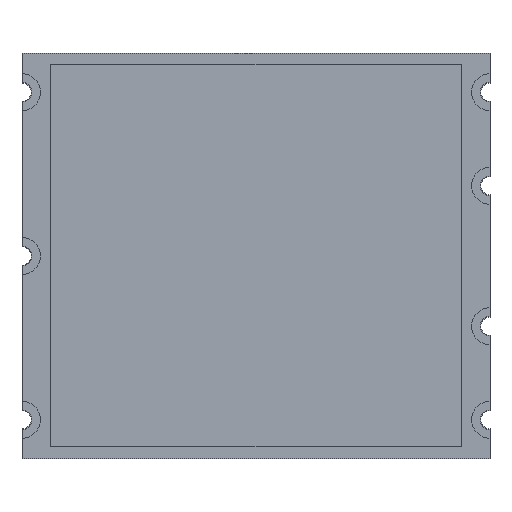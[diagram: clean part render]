
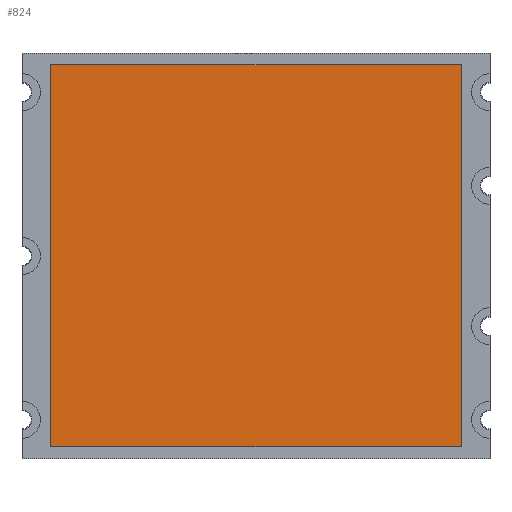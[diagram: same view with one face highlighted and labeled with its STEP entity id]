
A CAD part, top view. The second image highlights one B-rep face of the part: STEP entity #824.
In plain terms, the highlighted planar face has unit normal (0, 0, 1).
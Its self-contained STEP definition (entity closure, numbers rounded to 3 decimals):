
#695 = VERTEX_POINT('',#696);
#696 = CARTESIAN_POINT('',(-11.13,10.365,12.7));
#702 = EDGE_CURVE('',#695,#703,#705,.T.);
#703 = VERTEX_POINT('',#704);
#704 = CARTESIAN_POINT('',(-11.13,-10.365,12.7));
#705 = LINE('',#706,#707);
#706 = CARTESIAN_POINT('',(-11.13,10.365,12.7));
#707 = VECTOR('',#708,1.);
#708 = DIRECTION('',(0.,-1.,0.));
#733 = EDGE_CURVE('',#703,#734,#736,.T.);
#734 = VERTEX_POINT('',#735);
#735 = CARTESIAN_POINT('',(11.13,-10.365,12.7));
#736 = LINE('',#737,#738);
#737 = CARTESIAN_POINT('',(-11.13,-10.365,12.7));
#738 = VECTOR('',#739,1.);
#739 = DIRECTION('',(1.,0.,0.));
#764 = EDGE_CURVE('',#734,#765,#767,.T.);
#765 = VERTEX_POINT('',#766);
#766 = CARTESIAN_POINT('',(11.13,10.365,12.7));
#767 = LINE('',#768,#769);
#768 = CARTESIAN_POINT('',(11.13,-10.365,12.7));
#769 = VECTOR('',#770,1.);
#770 = DIRECTION('',(0.,1.,0.));
#795 = EDGE_CURVE('',#765,#695,#796,.T.);
#796 = LINE('',#797,#798);
#797 = CARTESIAN_POINT('',(11.13,10.365,12.7));
#798 = VECTOR('',#799,1.);
#799 = DIRECTION('',(-1.,0.,0.));
#824 = ADVANCED_FACE('',(#825),#831,.T.);
#825 = FACE_BOUND('',#826,.T.);
#826 = EDGE_LOOP('',(#827,#828,#829,#830));
#827 = ORIENTED_EDGE('',*,*,#702,.T.);
#828 = ORIENTED_EDGE('',*,*,#733,.T.);
#829 = ORIENTED_EDGE('',*,*,#764,.T.);
#830 = ORIENTED_EDGE('',*,*,#795,.T.);
#831 = PLANE('',#832);
#832 = AXIS2_PLACEMENT_3D('',#833,#834,#835);
#833 = CARTESIAN_POINT('',(0.,0.,12.7)
  );
#834 = DIRECTION('',(0.,0.,1.));
#835 = DIRECTION('',(1.,0.,0.));
